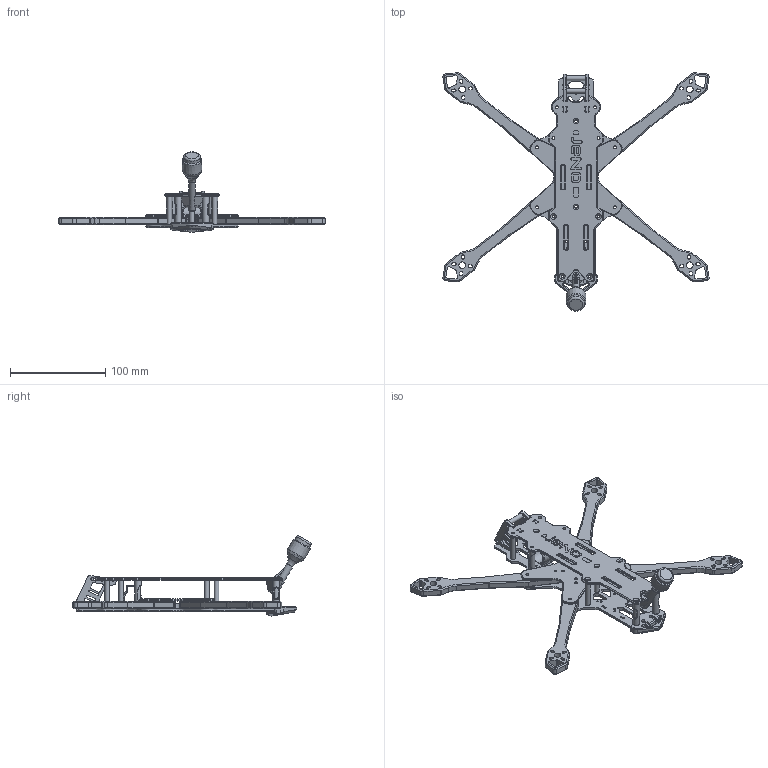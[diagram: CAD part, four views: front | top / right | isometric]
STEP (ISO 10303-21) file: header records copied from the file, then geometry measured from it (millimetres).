
FILE_DESCRIPTION(/* description */ (''),/* implementation_level */ '2;1');
FILE_NAME(/* name */ 'JeNo 7pouces v50.step',/* time_stamp */ '2024-04-22T22:57:51+02:00',/* author */ (''),/* organization */ (''),/* preprocessor_version */ 'ST-DEVELOPER v20',/* originating_system */ 'Autodesk Translation Framework v12.20.1.177',/* authorisation */ '');
FILE_SCHEMA (('AUTOMOTIVE_DESIGN { 1 0 10303 214 3 1 1 }'));
Products named in the file (1): JeNo 7pouces
Bounding box: 279.57 x 250.54 x 84.41 mm (x, y, z)
Volume: 161066.1 mm3; surface area: 116876.8 mm2
Topology: 26 solids, 26 shells, 2049 faces, 5266 edges, 3278 vertices
Faces by surface type: plane 990, cylinder 679, cone 319, bspline 50, torus 11
Full cylindrical faces by diameter (mm): 1.7 x4, 2.2 x4, 3 x68, 4.3 x12, 4.4 x1, 5 x14, 5.02 x2, 5.5 x4, 6.4 x8, 7 x6, 17.5 x1
Entity records: 63937 total; most frequent: CARTESIAN_POINT 12729, DIRECTION 10822, ORIENTED_EDGE 10512, EDGE_CURVE 5256, AXIS2_PLACEMENT_3D 3714, LINE 3394, VECTOR 3394, VERTEX_POINT 3278
